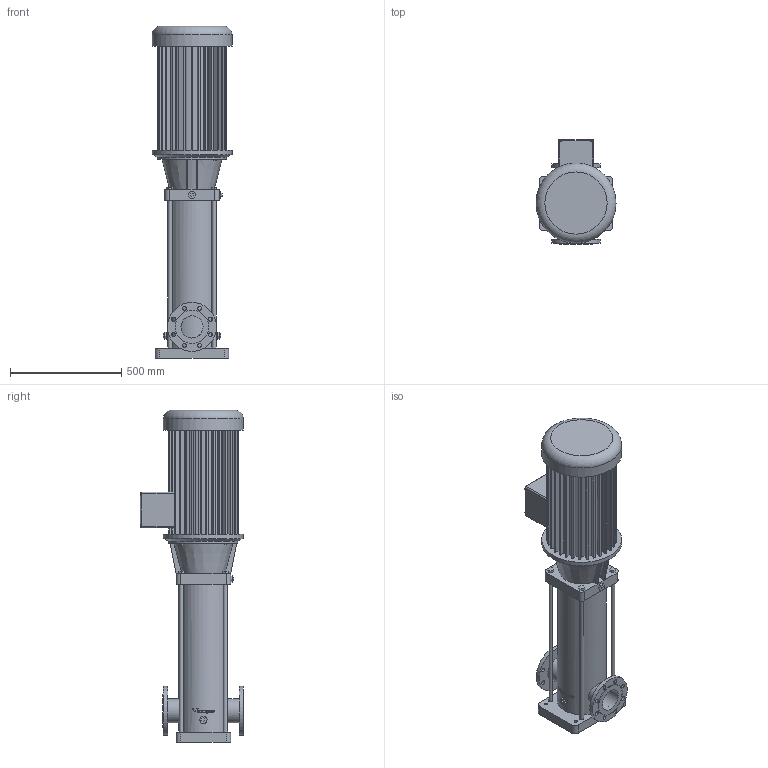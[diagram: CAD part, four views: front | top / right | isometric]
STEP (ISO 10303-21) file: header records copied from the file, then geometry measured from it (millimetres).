
FILE_DESCRIPTION(('STEP AP203'), '1');
FILE_NAME('曶笴 岈64-40(-1)', '', ('UNSPECIFIED'), ('UNSPECIFIED'), 'C3D Converter', 'C3D Toolkit', '');
FILE_SCHEMA(('CONFIG_CONTROL_DESIGN'));
Length unit declared in the file: millimetre
Bounding box: 360 x 467.5 x 1494 mm (x, y, z)
Volume: 85455718.7 mm3; surface area: 2689754 mm2
Topology: 1 solids, 1 shells, 525 faces, 1474 edges, 999 vertices
Faces by surface type: plane 363, cylinder 149, bspline 6, cone 5, torus 2
Full cylindrical faces by diameter (mm): 14 x4, 18 x20, 32 x2, 100 x2, 108 x2, 150 x2, 220 x3, 310 x1, 360 x2
Entity records: 23404 total; most frequent: CARTESIAN_POINT 5983, ORIENTED_EDGE 2704, DIRECTION 2621, EDGE_CURVE 1352, VERTEX_POINT 915, LINE 877, VECTOR 877, AXIS2_PLACEMENT_3D 872
